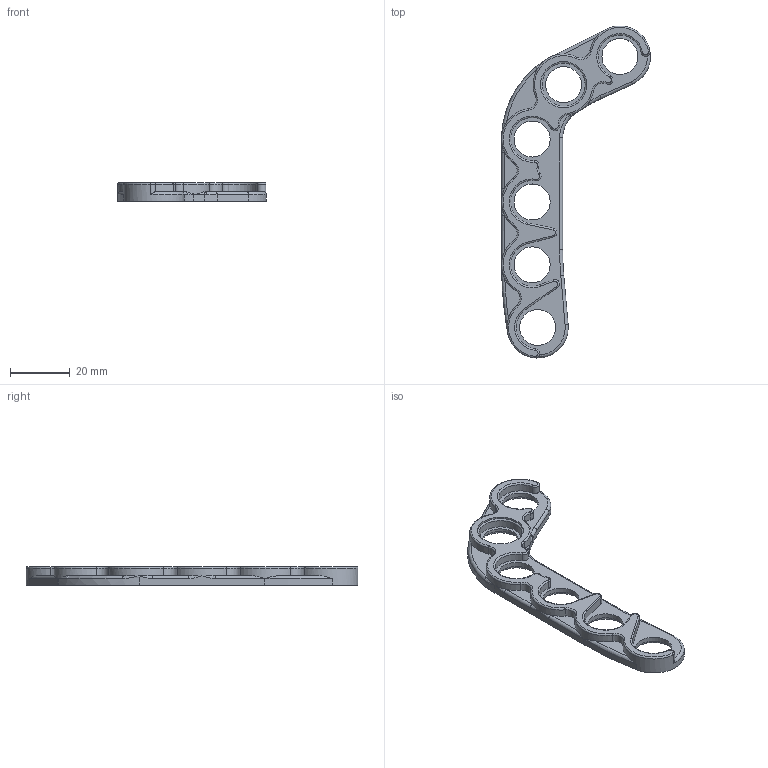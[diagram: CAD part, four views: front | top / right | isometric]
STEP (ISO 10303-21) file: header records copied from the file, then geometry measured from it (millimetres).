
FILE_DESCRIPTION(/* description */ (''),/* implementation_level */ '2;1');
FILE_NAME(/* name */ 'ButtonPlateR.step',/* time_stamp */ '2023-05-30T09:05:02+02:00',/* author */ (''),/* organization */ (''),/* preprocessor_version */ 'ST-DEVELOPER v19.2',/* originating_system */ 'Autodesk Translation Framework v12.4.0.73',/* authorisation */ '');
FILE_SCHEMA (('AUTOMOTIVE_DESIGN { 1 0 10303 214 3 1 1 }'));
Length unit declared in the file: millimetre
Products named in the file (1): ButtonPlateR
Bounding box: 49.71 x 110.88 x 6.2 mm (x, y, z)
Volume: 7447.6 mm3; surface area: 6429.5 mm2
Topology: 1 solids, 1 shells, 127 faces, 306 edges, 184 vertices
Faces by surface type: cylinder 59, torus 38, plane 26, bspline 4
Full cylindrical faces by diameter (mm): 12 x6, 14.4 x1, 14.8 x6, 15.4 x1
Entity records: 4005 total; most frequent: CARTESIAN_POINT 886, DIRECTION 727, ORIENTED_EDGE 604, AXIS2_PLACEMENT_3D 317, EDGE_CURVE 302, CIRCLE 193, VERTEX_POINT 184, EDGE_LOOP 146
